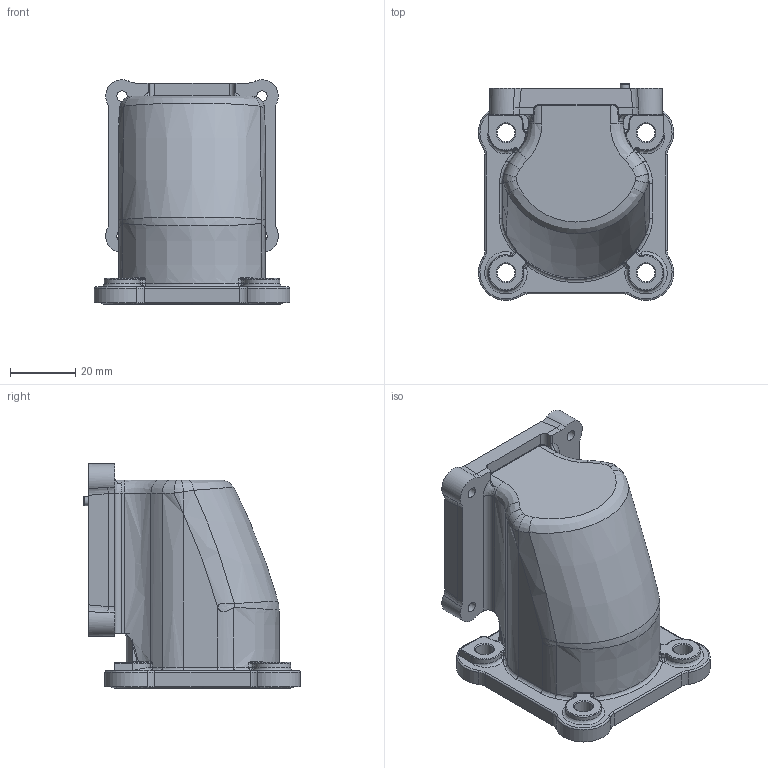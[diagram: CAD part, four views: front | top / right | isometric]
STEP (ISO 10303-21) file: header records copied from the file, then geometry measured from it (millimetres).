
FILE_DESCRIPTION(/* description */ (''),/* implementation_level */ '2;1');
FILE_NAME(/* name */ 'c148 g20 000 g1nxc001-01_214.stp',/* time_stamp */ '2023-01-27T08:56:36+01:00',/* author */ (''),/* organization */ (''),/* preprocessor_version */ 'ST-DEVELOPER v18.1',/* originating_system */ 'SIEMENS PLM Software NX 2000',/* authorisation */ '');
FILE_SCHEMA (('AUTOMOTIVE_DESIGN { 1 0 10303 214 3 1 1 1 }'));
Products named in the file (4): c148 n10 041 e1nxm001-01; c148 g13 003 e1nxm001-05; c148 g20 000 g1nxm001-01; c148 g20 000 g1nxc001-01
Assembly tree (3 placements, depth 3):
  c148 g20 000 g1nxc001-01
    c148 g20 000 g1nxm001-01
      c148 g13 003 e1nxm001-05
      c148 n10 041 e1nxm001-01
Bounding box: 59.97 x 66.48 x 68.91 mm (x, y, z)
Volume: 173817.9 mm3; surface area: 53372.1 mm2
Topology: 3 solids, 3 shells, 893 faces, 2223 edges, 1307 vertices
Faces by surface type: bspline 401, cylinder 289, plane 162, cone 24, extrusion 15, sphere 2
Full cylindrical faces by diameter (mm): 2.75 x2, 3.24 x8, 4 x6, 5.5 x8, 38 x2
Entity records: 46994 total; most frequent: CARTESIAN_POINT 22698, ORIENTED_EDGE 4212, DIRECTION 3089, EDGE_CURVE 2106, VERTEX_POINT 1306, AXIS2_PLACEMENT_3D 1246, EDGE_LOOP 1018, ADVANCED_FACE 893
